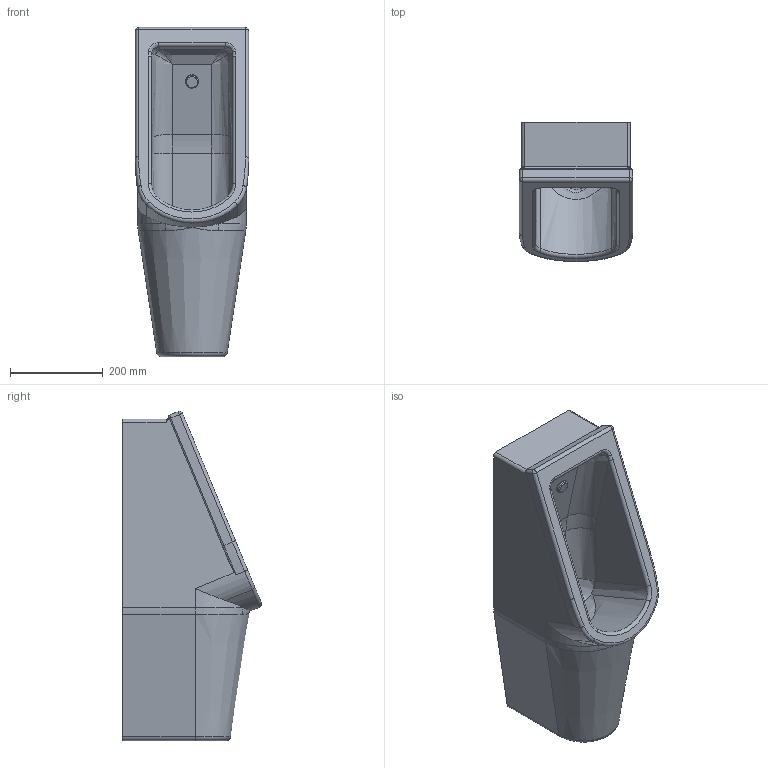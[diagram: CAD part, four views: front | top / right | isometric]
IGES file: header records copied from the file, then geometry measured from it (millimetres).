
Global section: file name: No Iges File Name specified; native system: AutoDesk Inventor R11.0; preprocessor: AutoDesk Inventor Iges Exporter R11.0; author: No Author specified; organization: No Organization specified; date: 20071020.220038; units: millimetre
Bounding box: 245 x 300.53 x 712 mm (x, y, z)
Volume: 14710391.5 mm3; surface area: 1027107.6 mm2
Topology: 2 solids, 3 shells, 164 faces, 399 edges, 236 vertices
Faces by surface type: plane 42, cylinder 38, bspline 33, revolution 31, torus 17, sphere 2, cone 1
